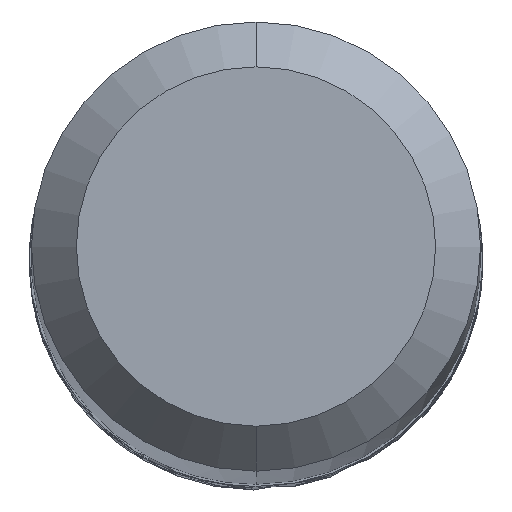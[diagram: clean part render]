
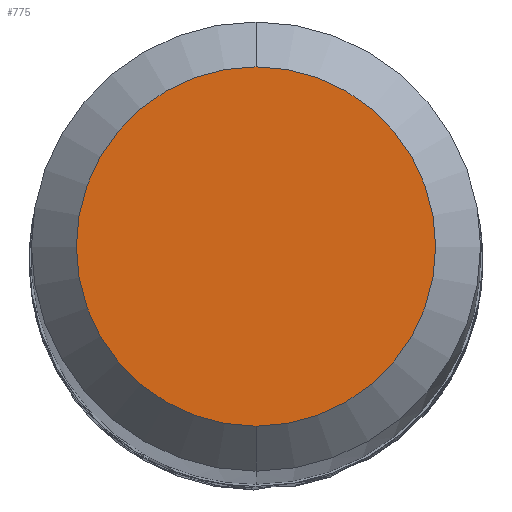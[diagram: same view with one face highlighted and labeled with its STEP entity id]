
A CAD part, top view. The second image highlights one B-rep face of the part: STEP entity #775.
In plain terms, the highlighted planar face has unit normal (0, 0, 1).
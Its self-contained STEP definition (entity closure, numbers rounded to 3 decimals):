
#389=VERTEX_POINT('',#1010);
#559=VERTEX_POINT('',#1192);
#743=EDGE_CURVE('',#389,#559,#1390,.T.);
#759=EDGE_CURVE('',#559,#389,#1408,.T.);
#775=ADVANCED_FACE('',(#1424),#1425,.T.);
#1010=CARTESIAN_POINT('',(0.0,1.2,0.0));
#1192=CARTESIAN_POINT('',(0.,-1.2,0.0));
#1390=CIRCLE('',#4599,1.2);
#1408=CIRCLE('',#4628,1.2);
#1424=FACE_OUTER_BOUND('',#4691,.T.);
#1425=PLANE('',#4692);
#4599=AXIS2_PLACEMENT_3D('',#5950,#5951,#5952);
#4628=AXIS2_PLACEMENT_3D('',#5967,#5968,#5969);
#4691=EDGE_LOOP('',(#5978,#5979));
#4692=AXIS2_PLACEMENT_3D('',#5980,#5981,#5982);
#5950=CARTESIAN_POINT('',(0.0,0.0,0.0));
#5951=DIRECTION('',(0.0,0.0,-1.0));
#5952=DIRECTION('',(0.0,1.0,0.0));
#5967=CARTESIAN_POINT('',(0.0,0.0,0.0));
#5968=DIRECTION('',(0.0,0.0,-1.0));
#5969=DIRECTION('',(0.0,1.0,0.0));
#5978=ORIENTED_EDGE('',*,*,#743,.F.);
#5979=ORIENTED_EDGE('',*,*,#759,.F.);
#5980=CARTESIAN_POINT('',(0.0,0.6,0.0));
#5981=DIRECTION('',(-0.0,0.0,1.0));
#5982=DIRECTION('',(0.0,-1.0,0.0));
